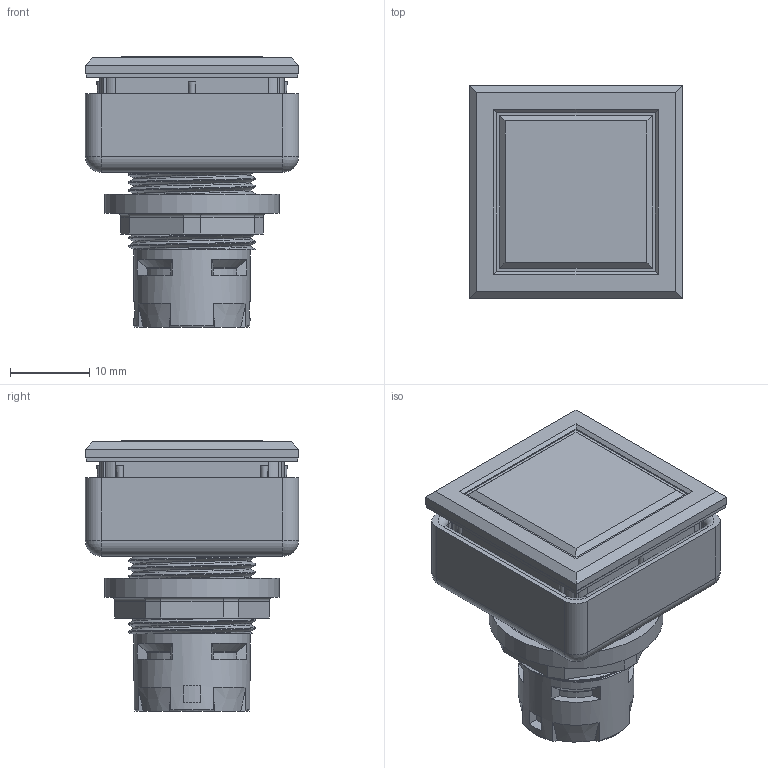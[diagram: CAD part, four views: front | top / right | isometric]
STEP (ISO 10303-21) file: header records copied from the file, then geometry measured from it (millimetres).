
FILE_DESCRIPTION(/* description */ (''),/* implementation_level */ '2;1');
FILE_NAME(/* name */ 'QXJT_ipt.stp',/* time_stamp */ '2015-05-27T12:33:29+02:00',/* author */ ('thagel'),/* organization */ (''),/* preprocessor_version */ 'ST-DEVELOPER v15.2',/* originating_system */ 'Autodesk Inventor 2014',/* authorisation */ '');
FILE_SCHEMA (('AUTOMOTIVE_DESIGN { 1 0 10303 214 3 1 1 }'));
Length unit declared in the file: centimetre
Products named in the file (1): 3D-Zeichnungen vereinfacht für Kunden
Bounding box: 26.9 x 26.9 x 34.1 mm (x, y, z)
Volume: 13416.1 mm3; surface area: 6899.4 mm2
Topology: 1 solids, 1 shells, 289 faces, 720 edges, 445 vertices
Faces by surface type: plane 132, cylinder 96, bspline 25, cone 18, torus 10, sphere 8
Full cylindrical faces by diameter (mm): 5 x1, 14.65 x1, 16 x7, 16.25 x1, 16.5 x1, 19.5 x1, 22 x1
Entity records: 11828 total; most frequent: CARTESIAN_POINT 5445, ORIENTED_EDGE 1364, DIRECTION 1260, EDGE_CURVE 682, AXIS2_PLACEMENT_3D 449, VERTEX_POINT 427, LINE 362, VECTOR 362
